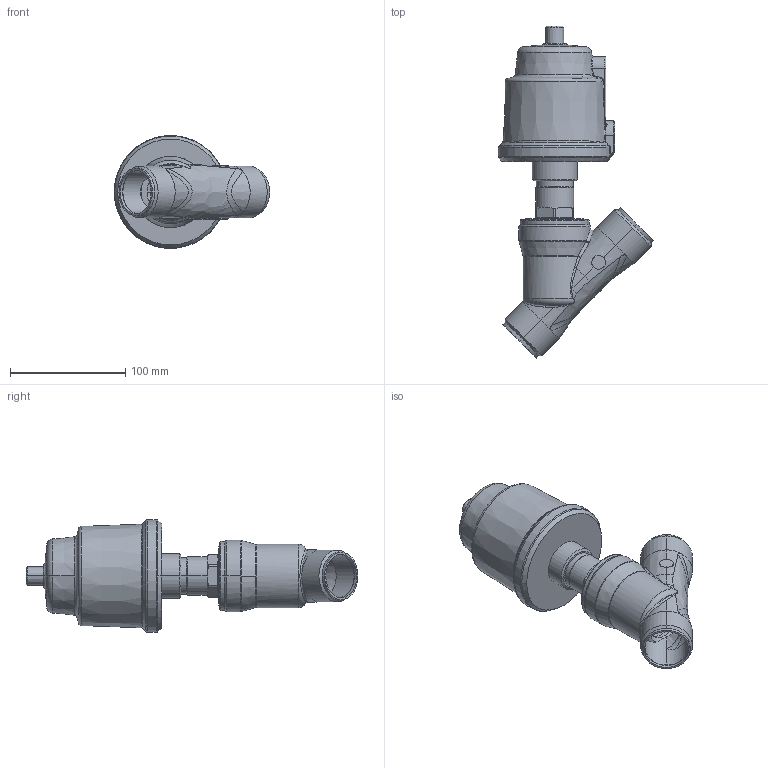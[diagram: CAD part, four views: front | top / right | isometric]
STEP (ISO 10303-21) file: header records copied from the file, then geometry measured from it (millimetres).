
FILE_DESCRIPTION (( 'STEP AP203' ), '1' );
FILE_NAME ('80DN40H25µ¥-DIN11850.STEP', '2023-02-14T06:28:54', ( '' ), ( '' ), 'SwSTEP 2.0', 'SolidWorks 2014', '' );
FILE_SCHEMA (( 'CONFIG_CONTROL_DESIGN' ));
Length unit declared in the file: millimetre
Products named in the file (4): DN40爾諉概极11850.2; 蟀諉40-12H25; 80DN40H25µ¥-DIN11850; H2000 80ͷ
Assembly tree (3 placements, depth 2):
  80DN40H25µ¥-DIN11850
    蟀諉40-12H25
    H2000 80ͷ
    DN40爾諉概极11850.2
Bounding box: 134.82 x 288.3 x 97.71 mm (x, y, z)
Volume: 734069.3 mm3; surface area: 104447.7 mm2
Topology: 3 solids, 3 shells, 342 faces, 818 edges, 499 vertices
Faces by surface type: plane 100, bspline 82, cylinder 65, cone 60, torus 29, sphere 6
Entity records: 15771 total; most frequent: CARTESIAN_POINT 8067, ORIENTED_EDGE 1628, DIRECTION 1345, EDGE_CURVE 814, AXIS2_PLACEMENT_3D 511, VERTEX_POINT 499, EDGE_LOOP 367, ADVANCED_FACE 342
